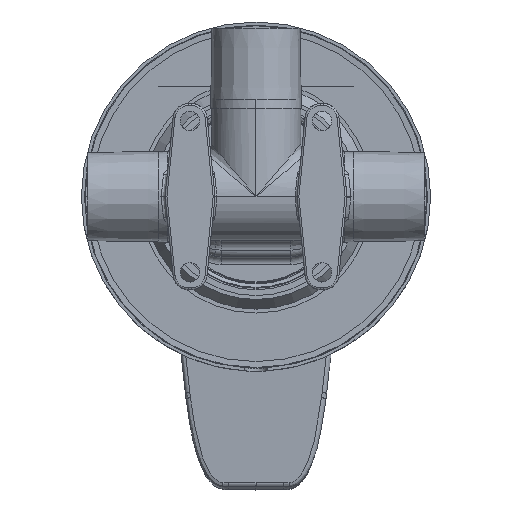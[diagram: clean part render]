
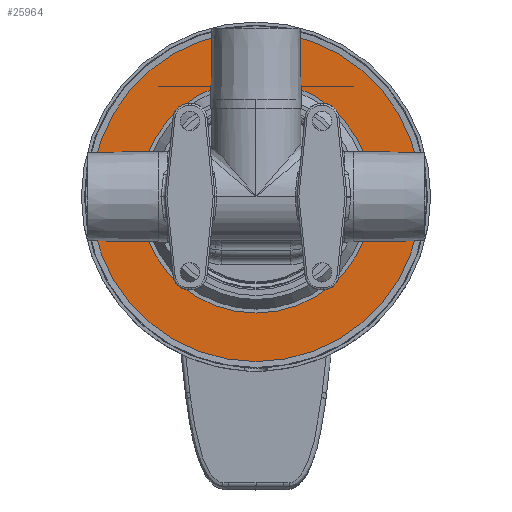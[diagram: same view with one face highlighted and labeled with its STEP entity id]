
A CAD part, left-side view. The second image highlights one B-rep face of the part: STEP entity #25964.
In plain terms, the highlighted face is planar.
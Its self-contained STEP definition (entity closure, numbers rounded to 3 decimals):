
#25875=CARTESIAN_POINT('',(0.,0.,0.));
#25876=DIRECTION('',(0.,-1.,0.));
#25877=DIRECTION('',(1.,0.,0.));
#25878=AXIS2_PLACEMENT_3D('',#25875,#25876,#25877);
#25880=CARTESIAN_POINT('',(0.,0.,0.));
#25881=DIRECTION('',(0.,-1.,0.));
#25882=DIRECTION('',(-1.,0.,0.));
#25883=AXIS2_PLACEMENT_3D('',#25880,#25881,#25882);
#25885=CARTESIAN_POINT('',(0.,0.,0.));
#25886=DIRECTION('',(0.,1.,0.));
#25887=DIRECTION('',(1.,0.,0.));
#25888=AXIS2_PLACEMENT_3D('',#25885,#25886,#25887);
#25890=CARTESIAN_POINT('',(0.,0.,0.));
#25891=DIRECTION('',(0.,1.,0.));
#25892=DIRECTION('',(-1.,0.,0.));
#25893=AXIS2_PLACEMENT_3D('',#25890,#25891,#25892);
#25931=CARTESIAN_POINT('',(30.,0.,0.));
#25932=CARTESIAN_POINT('',(-30.,0.,0.));
#25933=VERTEX_POINT('',#25931);
#25934=VERTEX_POINT('',#25932);
#25935=CARTESIAN_POINT('',(42.5,0.,0.));
#25936=CARTESIAN_POINT('',(-42.5,0.,0.));
#25937=VERTEX_POINT('',#25935);
#25938=VERTEX_POINT('',#25936);
#25947=CARTESIAN_POINT('',(0.,0.,0.));
#25948=DIRECTION('',(0.,1.,0.));
#25949=DIRECTION('',(1.,0.,0.));
#25950=AXIS2_PLACEMENT_3D('',#25947,#25948,#25949);
#25951=PLANE('',#25950);
#25953=ORIENTED_EDGE('',*,*,#25952,.T.);
#25955=ORIENTED_EDGE('',*,*,#25954,.T.);
#25956=EDGE_LOOP('',(#25953,#25955));
#25957=FACE_OUTER_BOUND('',#25956,.F.);
#25959=ORIENTED_EDGE('',*,*,#25958,.T.);
#25961=ORIENTED_EDGE('',*,*,#25960,.T.);
#25962=EDGE_LOOP('',(#25959,#25961));
#25963=FACE_BOUND('',#25962,.F.);
#25964=ADVANCED_FACE('',(#25957,#25963),#25951,.F.);
#25879=CIRCLE('',#25878,30.);
#25884=CIRCLE('',#25883,30.);
#25889=CIRCLE('',#25888,42.5);
#25894=CIRCLE('',#25893,42.5);
#25952=EDGE_CURVE('',#25937,#25938,#25889,.T.);
#25954=EDGE_CURVE('',#25938,#25937,#25894,.T.);
#25958=EDGE_CURVE('',#25933,#25934,#25879,.T.);
#25960=EDGE_CURVE('',#25934,#25933,#25884,.T.);
